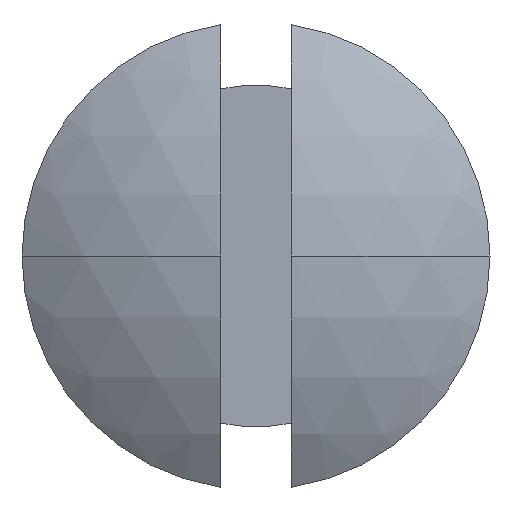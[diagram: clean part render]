
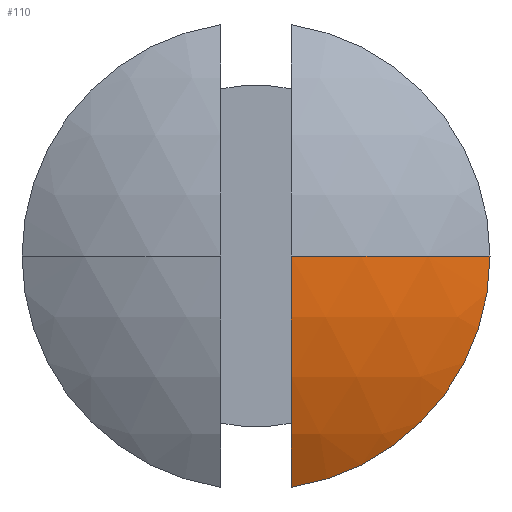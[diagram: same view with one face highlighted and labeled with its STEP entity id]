
A CAD part, left-side view. The second image highlights one B-rep face of the part: STEP entity #110.
In plain terms, the highlighted spherical face has radius 3.633 mm.
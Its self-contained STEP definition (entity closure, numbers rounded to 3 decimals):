
#48 = EDGE_CURVE ( 'NONE', #1797, #1821, #711, .T. ) ;
#70 = DIRECTION ( 'NONE',  ( 0., 1., 0. ) ) ;
#92 = CARTESIAN_POINT ( 'NONE',  ( 0.6, -2., 0. ) ) ;
#110 = ADVANCED_FACE ( 'NONE', ( #1534 ), #1563, .T. ) ;
#121 = EDGE_CURVE ( 'NONE', #1481, #1821, #864, .T. ) ;
#343 = AXIS2_PLACEMENT_3D ( 'NONE', #1834, #1554, #1280 ) ;
#432 = DIRECTION ( 'NONE',  ( -1., 0., 0. ) ) ;
#450 = DIRECTION ( 'NONE',  ( 0., -1., 0. ) ) ;
#655 = ORIENTED_EDGE ( 'NONE', *, *, #1656, .T. ) ;
#711 = CIRCLE ( 'NONE', #925, 3.621 ) ;
#741 = AXIS2_PLACEMENT_3D ( 'NONE', #1269, #1710, #70 ) ;
#768 = CARTESIAN_POINT ( 'NONE',  ( 0.6, -0.3, -1.977 ) ) ;
#864 = CIRCLE ( 'NONE', #343, 3.633 ) ;
#867 = CARTESIAN_POINT ( 'NONE',  ( 0.6, 0., 0. ) ) ;
#925 = AXIS2_PLACEMENT_3D ( 'NONE', #1200, #1645, #1073 ) ;
#955 = AXIS2_PLACEMENT_3D ( 'NONE', #867, #432, #450 ) ;
#1022 = CIRCLE ( 'NONE', #955, 2. ) ;
#1073 = DIRECTION ( 'NONE',  ( 0., 0., 1. ) ) ;
#1115 = CARTESIAN_POINT ( 'NONE',  ( 0.012, -0.3, 0. ) ) ;
#1195 = ORIENTED_EDGE ( 'NONE', *, *, #48, .F. ) ;
#1200 = CARTESIAN_POINT ( 'NONE',  ( 3.633, -0.3, 0. ) ) ;
#1262 = EDGE_LOOP ( 'NONE', ( #655, #1314, #1195 ) ) ;
#1269 = CARTESIAN_POINT ( 'NONE',  ( 3.633, 0., 0. ) ) ;
#1280 = DIRECTION ( 'NONE',  ( 0., 1., 0. ) ) ;
#1314 = ORIENTED_EDGE ( 'NONE', *, *, #121, .T. ) ;
#1481 = VERTEX_POINT ( 'NONE', #92 ) ;
#1534 = FACE_OUTER_BOUND ( 'NONE', #1262, .T. ) ;
#1554 = DIRECTION ( 'NONE',  ( 0., 0., -1. ) ) ;
#1563 = SPHERICAL_SURFACE ( 'NONE', #741, 3.633 ) ;
#1645 = DIRECTION ( 'NONE',  ( 0., 1., 0. ) ) ;
#1656 = EDGE_CURVE ( 'NONE', #1797, #1481, #1022, .T. ) ;
#1710 = DIRECTION ( 'NONE',  ( 0., 0., -1. ) ) ;
#1797 = VERTEX_POINT ( 'NONE', #768 ) ;
#1821 = VERTEX_POINT ( 'NONE', #1115 ) ;
#1834 = CARTESIAN_POINT ( 'NONE',  ( 3.633, 0., 0. ) ) ;
